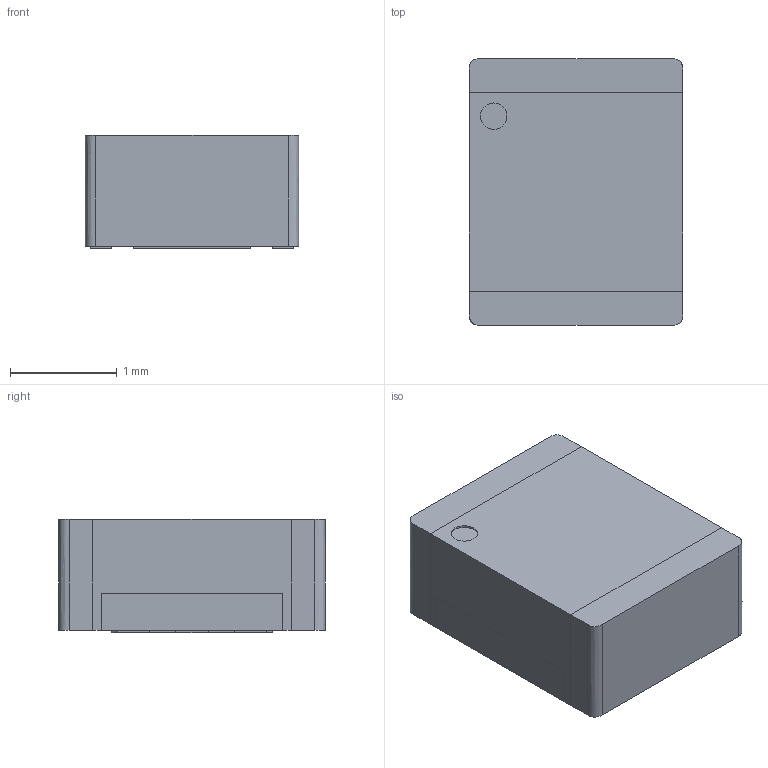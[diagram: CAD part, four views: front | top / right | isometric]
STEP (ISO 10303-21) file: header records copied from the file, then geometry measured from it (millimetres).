
FILE_DESCRIPTION (( 'STEP AP214' ), '1' );
FILE_NAME ('TOREX_CL-2025-02.STEP', '2021-11-23T19:20:34', ( '' ), ( '' ), 'SwSTEP 2.0', 'SolidWorks 2019', '' );
FILE_SCHEMA (( 'AUTOMOTIVE_DESIGN' ));
Length unit declared in the file: millimetre
Products named in the file (1): TOREX_CL-2025-02
Bounding box: 2 x 2.5 x 1.06 mm (x, y, z)
Volume: 5.2 mm3; surface area: 41.4 mm2
Topology: 11 solids, 11 shells, 78 faces, 165 edges, 110 vertices
Faces by surface type: plane 72, bspline 4, cylinder 2
Entity records: 3061 total; most frequent: CARTESIAN_POINT 446, ORIENTED_EDGE 330, DIRECTION 303, EDGE_CURVE 165, VECTOR 145, LINE 145, VERTEX_POINT 110, UNCERTAINTY_MEASURE_WITH_UNIT 89
